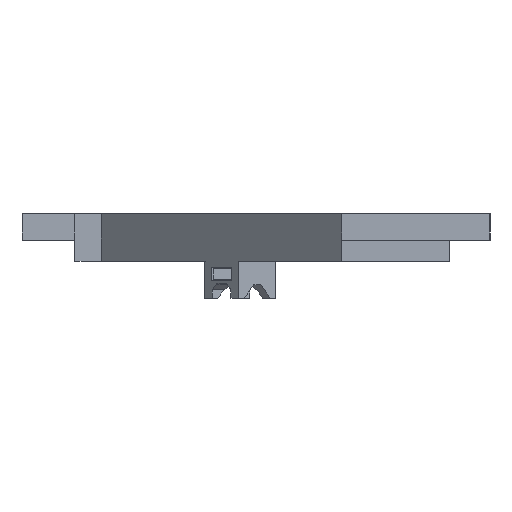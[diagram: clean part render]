
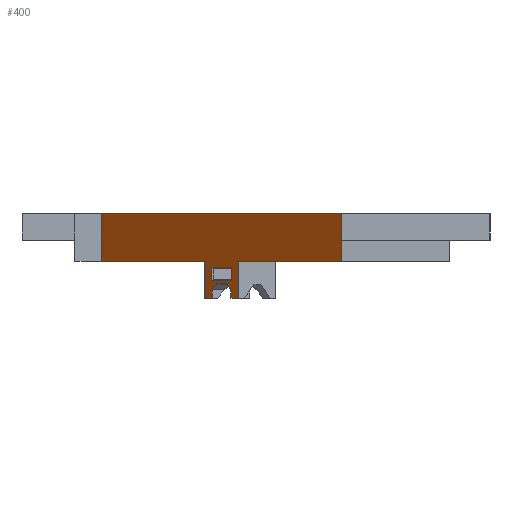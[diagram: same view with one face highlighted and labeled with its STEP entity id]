
A CAD part, left-side view. The second image highlights one B-rep face of the part: STEP entity #400.
In plain terms, the highlighted planar face has unit normal (-0.707, 0.707, 0).
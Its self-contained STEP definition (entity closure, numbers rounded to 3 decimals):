
#134=CARTESIAN_POINT('',(220.15,-176.896,461.05));
#135=VERTEX_POINT('',#134);
#142=CARTESIAN_POINT('',(239.706,-157.35,461.05));
#143=VERTEX_POINT('',#142);
#144=CARTESIAN_POINT('',(239.706,-157.35,461.05));
#145=DIRECTION('',(-0.707,-0.707,0.));
#146=VECTOR('',#145,27.649);
#147=LINE('',#144,#146);
#148=EDGE_CURVE('',#143,#135,#147,.T.);
#216=CARTESIAN_POINT('',(194.336,-202.698,461.05));
#217=VERTEX_POINT('',#216);
#224=CARTESIAN_POINT('',(213.784,-183.26,461.05));
#225=VERTEX_POINT('',#224);
#226=CARTESIAN_POINT('',(213.784,-183.26,461.05));
#227=DIRECTION('',(-0.707,-0.707,0.));
#228=VECTOR('',#227,27.496);
#229=LINE('',#226,#228);
#230=EDGE_CURVE('',#225,#217,#229,.T.);
#249=CARTESIAN_POINT('',(194.236,-202.798,465.05));
#250=DIRECTION('',(-0.707,0.707,0.));
#251=DIRECTION('',(-0.707,-0.707,0.));
#252=AXIS2_PLACEMENT_3D('',#249,#250,#251);
#253=PLANE('',#252);
#254=CARTESIAN_POINT('',(239.706,-157.35,470.05));
#255=VERTEX_POINT('',#254);
#256=CARTESIAN_POINT('',(239.706,-157.35,470.05));
#257=DIRECTION('',(-0.,0.,-1.));
#258=VECTOR('',#257,9.);
#259=LINE('',#256,#258);
#260=EDGE_CURVE('',#255,#143,#259,.T.);
#261=ORIENTED_EDGE('',*,*,#260,.T.);
#262=ORIENTED_EDGE('',*,*,#148,.T.);
#263=CARTESIAN_POINT('',(220.15,-176.896,454.05));
#264=VERTEX_POINT('',#263);
#265=CARTESIAN_POINT('',(220.15,-176.896,454.05));
#266=DIRECTION('',(0.,0.,1.));
#267=VECTOR('',#266,7.);
#268=LINE('',#265,#267);
#269=EDGE_CURVE('',#264,#135,#268,.T.);
#270=ORIENTED_EDGE('',*,*,#269,.F.);
#271=CARTESIAN_POINT('',(218.735,-178.311,454.05));
#272=VERTEX_POINT('',#271);
#273=CARTESIAN_POINT('',(218.735,-178.311,454.05));
#274=DIRECTION('',(0.707,0.707,0.));
#275=VECTOR('',#274,2.001);
#276=LINE('',#273,#275);
#277=EDGE_CURVE('',#272,#264,#276,.T.);
#278=ORIENTED_EDGE('',*,*,#277,.F.);
#279=CARTESIAN_POINT('',(218.735,-178.311,455.657));
#280=VERTEX_POINT('',#279);
#281=CARTESIAN_POINT('',(218.735,-178.311,454.05));
#282=DIRECTION('',(0.,0.,1.));
#283=VECTOR('',#282,1.607);
#284=LINE('',#281,#283);
#285=EDGE_CURVE('',#272,#280,#284,.T.);
#286=ORIENTED_EDGE('',*,*,#285,.T.);
#287=CARTESIAN_POINT('',(217.851,-179.195,456.907));
#288=VERTEX_POINT('',#287);
#289=CARTESIAN_POINT('',(218.735,-178.311,455.657));
#290=DIRECTION('',(-0.5,-0.5,0.707));
#291=VECTOR('',#290,1.768);
#292=LINE('',#289,#291);
#293=EDGE_CURVE('',#280,#288,#292,.T.);
#294=ORIENTED_EDGE('',*,*,#293,.T.);
#295=CARTESIAN_POINT('',(216.083,-180.962,456.907));
#296=VERTEX_POINT('',#295);
#297=CARTESIAN_POINT('',(217.851,-179.195,456.907));
#298=DIRECTION('',(-0.707,-0.707,0.));
#299=VECTOR('',#298,2.5);
#300=LINE('',#297,#299);
#301=EDGE_CURVE('',#288,#296,#300,.T.);
#302=ORIENTED_EDGE('',*,*,#301,.T.);
#303=CARTESIAN_POINT('',(215.199,-181.845,455.657));
#304=VERTEX_POINT('',#303);
#305=CARTESIAN_POINT('',(216.083,-180.962,456.907));
#306=DIRECTION('',(-0.5,-0.5,-0.707));
#307=VECTOR('',#306,1.768);
#308=LINE('',#305,#307);
#309=EDGE_CURVE('',#296,#304,#308,.T.);
#310=ORIENTED_EDGE('',*,*,#309,.T.);
#311=CARTESIAN_POINT('',(215.199,-181.845,454.05));
#312=VERTEX_POINT('',#311);
#313=CARTESIAN_POINT('',(215.199,-181.845,455.657));
#314=DIRECTION('',(-0.,-0.,-1.));
#315=VECTOR('',#314,1.607);
#316=LINE('',#313,#315);
#317=EDGE_CURVE('',#304,#312,#316,.T.);
#318=ORIENTED_EDGE('',*,*,#317,.T.);
#319=CARTESIAN_POINT('',(213.784,-183.26,454.05));
#320=VERTEX_POINT('',#319);
#321=CARTESIAN_POINT('',(213.784,-183.26,454.05));
#322=DIRECTION('',(0.707,0.707,0.));
#323=VECTOR('',#322,2.001);
#324=LINE('',#321,#323);
#325=EDGE_CURVE('',#320,#312,#324,.T.);
#326=ORIENTED_EDGE('',*,*,#325,.F.);
#327=CARTESIAN_POINT('',(213.784,-183.26,454.05));
#328=DIRECTION('',(0.,0.,1.));
#329=VECTOR('',#328,7.);
#330=LINE('',#327,#329);
#331=EDGE_CURVE('',#320,#225,#330,.T.);
#332=ORIENTED_EDGE('',*,*,#331,.T.);
#333=ORIENTED_EDGE('',*,*,#230,.T.);
#334=CARTESIAN_POINT('',(194.336,-202.698,465.05));
#335=VERTEX_POINT('',#334);
#336=CARTESIAN_POINT('',(194.336,-202.698,465.05));
#337=DIRECTION('',(-0.,0.,-1.));
#338=VECTOR('',#337,4.);
#339=LINE('',#336,#338);
#340=EDGE_CURVE('',#335,#217,#339,.T.);
#341=ORIENTED_EDGE('',*,*,#340,.F.);
#342=CARTESIAN_POINT('',(194.236,-202.798,465.05));
#343=VERTEX_POINT('',#342);
#344=CARTESIAN_POINT('',(194.236,-202.798,465.05));
#345=DIRECTION('',(0.707,0.707,0.));
#346=VECTOR('',#345,0.141);
#347=LINE('',#344,#346);
#348=EDGE_CURVE('',#343,#335,#347,.T.);
#349=ORIENTED_EDGE('',*,*,#348,.F.);
#350=CARTESIAN_POINT('',(194.236,-202.798,470.05));
#351=VERTEX_POINT('',#350);
#352=CARTESIAN_POINT('',(194.236,-202.798,470.05));
#353=DIRECTION('',(-0.,0.,-1.));
#354=VECTOR('',#353,5.);
#355=LINE('',#352,#354);
#356=EDGE_CURVE('',#351,#343,#355,.T.);
#357=ORIENTED_EDGE('',*,*,#356,.F.);
#358=CARTESIAN_POINT('',(194.236,-202.798,470.05));
#359=DIRECTION('',(0.707,0.707,0.));
#360=VECTOR('',#359,64.289);
#361=LINE('',#358,#360);
#362=EDGE_CURVE('',#351,#255,#361,.T.);
#363=ORIENTED_EDGE('',*,*,#362,.T.);
#364=EDGE_LOOP('',(#261,#262,#270,#278,#286,#294,#302,#310,#318,#326,#332,#333,#341,#349,#357,#363));
#365=FACE_BOUND('',#364,.T.);
#366=CARTESIAN_POINT('',(218.913,-178.133,459.907));
#367=VERTEX_POINT('',#366);
#368=CARTESIAN_POINT('',(215.022,-182.022,459.907));
#369=VERTEX_POINT('',#368);
#370=CARTESIAN_POINT('',(218.913,-178.133,459.907));
#371=DIRECTION('',(-0.707,-0.707,0.));
#372=VECTOR('',#371,5.501);
#373=LINE('',#370,#372);
#374=EDGE_CURVE('',#367,#369,#373,.T.);
#375=ORIENTED_EDGE('',*,*,#374,.T.);
#376=CARTESIAN_POINT('',(215.022,-182.022,457.407));
#377=VERTEX_POINT('',#376);
#378=CARTESIAN_POINT('',(215.022,-182.022,459.907));
#379=DIRECTION('',(0.,0.,-1.));
#380=VECTOR('',#379,2.5);
#381=LINE('',#378,#380);
#382=EDGE_CURVE('',#369,#377,#381,.T.);
#383=ORIENTED_EDGE('',*,*,#382,.T.);
#384=CARTESIAN_POINT('',(218.913,-178.133,457.407));
#385=VERTEX_POINT('',#384);
#386=CARTESIAN_POINT('',(215.022,-182.022,457.407));
#387=DIRECTION('',(0.707,0.707,0.));
#388=VECTOR('',#387,5.501);
#389=LINE('',#386,#388);
#390=EDGE_CURVE('',#377,#385,#389,.T.);
#391=ORIENTED_EDGE('',*,*,#390,.T.);
#392=CARTESIAN_POINT('',(218.913,-178.133,457.407));
#393=DIRECTION('',(0.,0.,1.));
#394=VECTOR('',#393,2.5);
#395=LINE('',#392,#394);
#396=EDGE_CURVE('',#385,#367,#395,.T.);
#397=ORIENTED_EDGE('',*,*,#396,.T.);
#398=EDGE_LOOP('',(#375,#383,#391,#397));
#399=FACE_BOUND('',#398,.T.);
#400=ADVANCED_FACE('',(#365,#399),#253,.T.);
